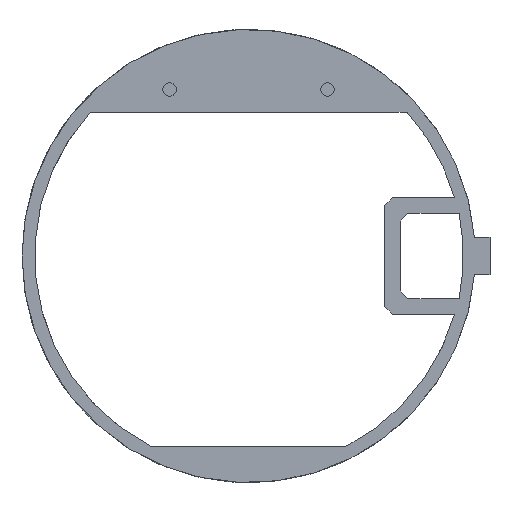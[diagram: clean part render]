
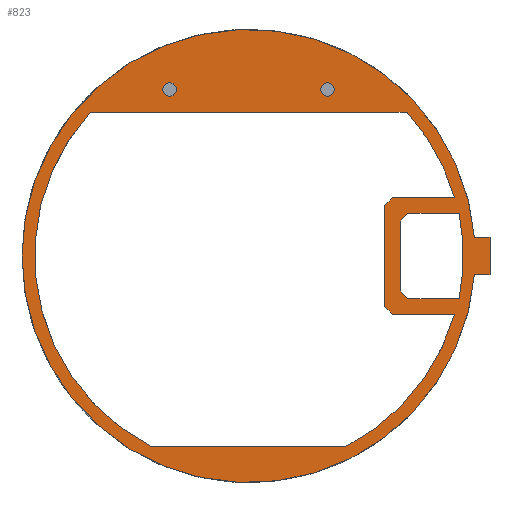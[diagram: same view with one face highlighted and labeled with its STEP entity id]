
A CAD part, top view. The second image highlights one B-rep face of the part: STEP entity #823.
In plain terms, the highlighted planar face has unit normal (0, 0, 1).
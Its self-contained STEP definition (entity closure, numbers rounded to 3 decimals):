
#25=FACE_BOUND('',#146,.T.);
#26=FACE_BOUND('',#147,.T.);
#27=FACE_BOUND('',#148,.T.);
#28=FACE_BOUND('',#149,.T.);
#50=CIRCLE('',#886,13.813);
#53=CIRCLE('',#894,0.437);
#55=CIRCLE('',#898,0.437);
#56=CIRCLE('',#902,13.761);
#57=CIRCLE('',#905,13.761);
#58=CIRCLE('',#907,13.761);
#59=CIRCLE('',#909,14.575);
#60=CIRCLE('',#910,14.575);
#102=FACE_OUTER_BOUND('',#145,.T.);
#145=EDGE_LOOP('',(#726,#727,#728,#729,#730));
#146=EDGE_LOOP('',(#731,#732,#733,#734,#735,#736,#737,#738,#739,#740));
#147=EDGE_LOOP('',(#741,#742,#743,#744,#745,#746));
#148=EDGE_LOOP('',(#747));
#149=EDGE_LOOP('',(#748));
#150=LINE('',#1151,#235);
#170=LINE('',#1211,#255);
#172=LINE('',#1215,#257);
#175=LINE('',#1221,#260);
#178=LINE('',#1226,#263);
#180=LINE('',#1231,#265);
#182=LINE('',#1234,#267);
#210=LINE('',#1313,#295);
#214=LINE('',#1321,#299);
#217=LINE('',#1327,#302);
#221=LINE('',#1338,#306);
#223=LINE('',#1342,#308);
#224=LINE('',#1345,#309);
#228=LINE('',#1364,#313);
#232=LINE('',#1373,#317);
#235=VECTOR('',#916,10.);
#255=VECTOR('',#960,10.);
#257=VECTOR('',#964,10.);
#260=VECTOR('',#969,10.);
#263=VECTOR('',#974,10.);
#265=VECTOR('',#978,10.);
#267=VECTOR('',#982,10.);
#295=VECTOR('',#1064,10.);
#299=VECTOR('',#1070,10.);
#302=VECTOR('',#1075,10.);
#306=VECTOR('',#1089,10.);
#308=VECTOR('',#1093,10.);
#309=VECTOR('',#1096,10.);
#313=VECTOR('',#1118,10.);
#317=VECTOR('',#1128,10.);
#320=VERTEX_POINT('',#1149);
#321=VERTEX_POINT('',#1150);
#349=VERTEX_POINT('',#1210);
#350=VERTEX_POINT('',#1214);
#351=VERTEX_POINT('',#1218);
#352=VERTEX_POINT('',#1220);
#353=VERTEX_POINT('',#1224);
#354=VERTEX_POINT('',#1228);
#355=VERTEX_POINT('',#1230);
#378=VERTEX_POINT('',#1311);
#379=VERTEX_POINT('',#1312);
#382=VERTEX_POINT('',#1320);
#384=VERTEX_POINT('',#1326);
#386=VERTEX_POINT('',#1332);
#387=VERTEX_POINT('',#1340);
#388=VERTEX_POINT('',#1344);
#390=VERTEX_POINT('',#1350);
#392=VERTEX_POINT('',#1357);
#393=VERTEX_POINT('',#1362);
#394=VERTEX_POINT('',#1363);
#395=VERTEX_POINT('',#1368);
#396=VERTEX_POINT('',#1372);
#397=VERTEX_POINT('',#1380);
#398=EDGE_CURVE('',#320,#321,#150,.T.);
#428=EDGE_CURVE('',#321,#349,#170,.T.);
#430=EDGE_CURVE('',#349,#350,#172,.T.);
#433=EDGE_CURVE('',#351,#352,#175,.T.);
#436=EDGE_CURVE('',#351,#353,#178,.T.);
#438=EDGE_CURVE('',#354,#355,#180,.T.);
#440=EDGE_CURVE('',#352,#354,#182,.T.);
#479=EDGE_CURVE('',#378,#379,#210,.T.);
#483=EDGE_CURVE('',#379,#382,#214,.T.);
#486=EDGE_CURVE('',#382,#384,#217,.T.);
#489=EDGE_CURVE('',#353,#386,#50,.T.);
#492=EDGE_CURVE('',#355,#386,#221,.T.);
#494=EDGE_CURVE('',#387,#320,#223,.T.);
#495=EDGE_CURVE('',#350,#388,#224,.T.);
#499=EDGE_CURVE('',#390,#390,#53,.T.);
#502=EDGE_CURVE('',#392,#392,#55,.T.);
#503=EDGE_CURVE('',#393,#394,#228,.T.);
#507=EDGE_CURVE('',#393,#395,#56,.T.);
#508=EDGE_CURVE('',#396,#395,#232,.T.);
#510=EDGE_CURVE('',#396,#388,#57,.T.);
#511=EDGE_CURVE('',#387,#394,#58,.T.);
#513=EDGE_CURVE('',#397,#384,#59,.T.);
#514=EDGE_CURVE('',#378,#397,#60,.T.);
#726=ORIENTED_EDGE('',*,*,#514,.F.);
#727=ORIENTED_EDGE('',*,*,#479,.T.);
#728=ORIENTED_EDGE('',*,*,#483,.T.);
#729=ORIENTED_EDGE('',*,*,#486,.T.);
#730=ORIENTED_EDGE('',*,*,#513,.F.);
#731=ORIENTED_EDGE('',*,*,#398,.F.);
#732=ORIENTED_EDGE('',*,*,#494,.F.);
#733=ORIENTED_EDGE('',*,*,#511,.T.);
#734=ORIENTED_EDGE('',*,*,#503,.F.);
#735=ORIENTED_EDGE('',*,*,#507,.T.);
#736=ORIENTED_EDGE('',*,*,#508,.F.);
#737=ORIENTED_EDGE('',*,*,#510,.T.);
#738=ORIENTED_EDGE('',*,*,#495,.F.);
#739=ORIENTED_EDGE('',*,*,#430,.F.);
#740=ORIENTED_EDGE('',*,*,#428,.F.);
#741=ORIENTED_EDGE('',*,*,#489,.T.);
#742=ORIENTED_EDGE('',*,*,#492,.F.);
#743=ORIENTED_EDGE('',*,*,#438,.F.);
#744=ORIENTED_EDGE('',*,*,#440,.F.);
#745=ORIENTED_EDGE('',*,*,#433,.F.);
#746=ORIENTED_EDGE('',*,*,#436,.T.);
#747=ORIENTED_EDGE('',*,*,#499,.T.);
#748=ORIENTED_EDGE('',*,*,#502,.T.);
#781=PLANE('',#911);
#823=ADVANCED_FACE('',(#102,#25,#26,#27,#28),#781,.F.);
#886=AXIS2_PLACEMENT_3D('',#1333,#1080,#1081);
#894=AXIS2_PLACEMENT_3D('',#1352,#1103,#1104);
#898=AXIS2_PLACEMENT_3D('',#1359,#1112,#1113);
#902=AXIS2_PLACEMENT_3D('',#1370,#1124,#1125);
#905=AXIS2_PLACEMENT_3D('',#1376,#1132,#1133);
#907=AXIS2_PLACEMENT_3D('',#1378,#1136,#1137);
#909=AXIS2_PLACEMENT_3D('',#1382,#1141,#1142);
#910=AXIS2_PLACEMENT_3D('',#1383,#1143,#1144);
#911=AXIS2_PLACEMENT_3D('',#1384,#1145,#1146);
#916=DIRECTION('',(-0.707,0.707,0.));
#960=DIRECTION('',(0.,1.,0.));
#964=DIRECTION('',(0.707,0.707,0.));
#969=DIRECTION('',(-0.707,-0.707,0.));
#974=DIRECTION('',(1.,0.,0.));
#978=DIRECTION('',(0.707,-0.707,0.));
#982=DIRECTION('',(0.,-1.,0.));
#1064=DIRECTION('',(1.,0.,0.));
#1070=DIRECTION('',(0.,1.,0.));
#1075=DIRECTION('',(-1.,0.,0.));
#1080=DIRECTION('center_axis',(0.,0.,-1.));
#1081=DIRECTION('ref_axis',(0.98,0.199,0.));
#1089=DIRECTION('',(1.,0.,0.));
#1093=DIRECTION('',(-1.,0.,0.));
#1096=DIRECTION('',(1.,0.,0.));
#1103=DIRECTION('center_axis',(0.,0.,-1.));
#1104=DIRECTION('ref_axis',(1.,0.,0.));
#1112=DIRECTION('center_axis',(0.,0.,-1.));
#1113=DIRECTION('ref_axis',(1.,0.,0.));
#1118=DIRECTION('',(1.,0.,0.));
#1124=DIRECTION('center_axis',(0.,0.,-1.));
#1125=DIRECTION('ref_axis',(1.,0.,0.));
#1128=DIRECTION('',(-1.,0.,0.));
#1132=DIRECTION('center_axis',(0.,0.,-1.));
#1133=DIRECTION('ref_axis',(1.,0.,0.));
#1136=DIRECTION('center_axis',(0.,0.,-1.));
#1137=DIRECTION('ref_axis',(1.,0.,0.));
#1141=DIRECTION('center_axis',(0.,0.,-1.));
#1142=DIRECTION('ref_axis',(0.997,-0.082,0.));
#1143=DIRECTION('center_axis',(0.,0.,-1.));
#1144=DIRECTION('ref_axis',(0.997,-0.082,0.));
#1145=DIRECTION('center_axis',(0.,0.,-1.));
#1146=DIRECTION('ref_axis',(1.,0.,0.));
#1149=CARTESIAN_POINT('',(9.25,-3.75,1.036));
#1150=CARTESIAN_POINT('',(8.75,-3.25,1.036));
#1151=CARTESIAN_POINT('',(5.842,-0.342,1.036));
#1210=CARTESIAN_POINT('',(8.75,3.25,1.036));
#1211=CARTESIAN_POINT('',(8.75,1.875,1.036));
#1214=CARTESIAN_POINT('',(9.25,3.75,1.036));
#1215=CARTESIAN_POINT('',(5.842,0.342,1.036));
#1218=CARTESIAN_POINT('',(10.25,2.75,1.036));
#1220=CARTESIAN_POINT('',(9.75,2.25,1.036));
#1221=CARTESIAN_POINT('',(6.842,-0.658,1.036));
#1224=CARTESIAN_POINT('',(13.536,2.75,1.036));
#1226=CARTESIAN_POINT('',(13.483,2.75,1.036));
#1228=CARTESIAN_POINT('',(9.75,-2.25,1.036));
#1230=CARTESIAN_POINT('',(10.25,-2.75,1.036));
#1231=CARTESIAN_POINT('',(6.842,0.658,1.036));
#1234=CARTESIAN_POINT('',(9.75,-1.375,1.036));
#1311=CARTESIAN_POINT('',(14.526,-1.2,1.036));
#1312=CARTESIAN_POINT('',(15.526,-1.2,1.036));
#1313=CARTESIAN_POINT('',(14.526,-1.2,1.036));
#1320=CARTESIAN_POINT('',(15.526,1.2,1.036));
#1321=CARTESIAN_POINT('',(15.526,-1.2,1.036));
#1326=CARTESIAN_POINT('',(14.526,1.2,1.036));
#1327=CARTESIAN_POINT('',(15.526,1.2,1.036));
#1332=CARTESIAN_POINT('',(13.536,-2.75,1.036));
#1333=CARTESIAN_POINT('Origin',(0.,0.,1.036));
#1338=CARTESIAN_POINT('',(12.3,-2.75,1.036));
#1340=CARTESIAN_POINT('',(13.24,-3.75,1.036));
#1342=CARTESIAN_POINT('',(9.933,-3.75,1.036));
#1344=CARTESIAN_POINT('',(13.24,3.75,1.036));
#1345=CARTESIAN_POINT('',(12.178,3.75,1.036));
#1350=CARTESIAN_POINT('',(4.644,10.707,1.036));
#1352=CARTESIAN_POINT('Origin',(5.08,10.707,1.036));
#1357=CARTESIAN_POINT('',(-5.517,10.707,1.036));
#1359=CARTESIAN_POINT('Origin',(-5.08,10.707,1.036));
#1362=CARTESIAN_POINT('',(-6.248,-12.261,1.036));
#1363=CARTESIAN_POINT('',(6.248,-12.261,1.036));
#1364=CARTESIAN_POINT('',(3.124,-12.261,1.036));
#1368=CARTESIAN_POINT('',(-10.188,9.25,1.036));
#1370=CARTESIAN_POINT('Origin',(0.,0.,1.036));
#1372=CARTESIAN_POINT('',(10.188,9.25,1.036));
#1373=CARTESIAN_POINT('',(-5.094,9.25,1.036));
#1376=CARTESIAN_POINT('Origin',(0.,0.,1.036));
#1378=CARTESIAN_POINT('Origin',(0.,0.,1.036));
#1380=CARTESIAN_POINT('',(-14.575,0.,1.036));
#1382=CARTESIAN_POINT('Origin',(0.,0.,
1.036));
#1383=CARTESIAN_POINT('Origin',(0.,0.,
1.036));
#1384=CARTESIAN_POINT('Origin',(-0.131,0.,1.036));
